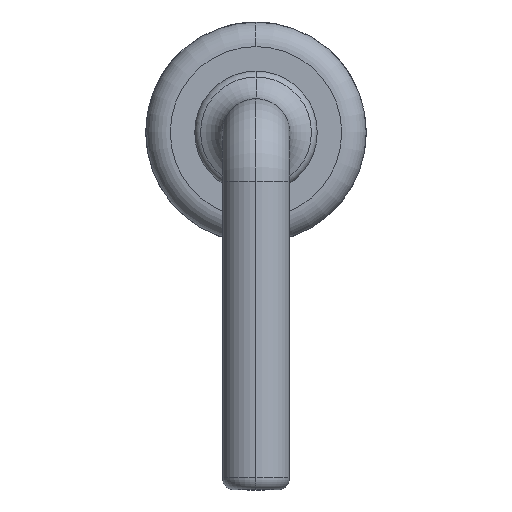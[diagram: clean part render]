
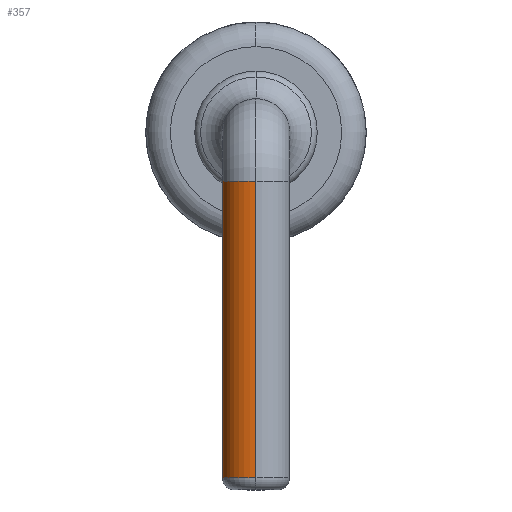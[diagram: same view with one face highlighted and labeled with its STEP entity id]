
A CAD part, left-side view. The second image highlights one B-rep face of the part: STEP entity #357.
In plain terms, the highlighted cylindrical face has radius 0.275 mm (diameter 0.55 mm), a partial arc.
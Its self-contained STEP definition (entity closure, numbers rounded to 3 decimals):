
#141 = DIRECTION ( 'NONE',  ( 0., 0., -1. ) ) ;
#206 = DIRECTION ( 'NONE',  ( 1., 0., 0. ) ) ;
#210 = VERTEX_POINT ( 'NONE', #4049 ) ;
#275 = DIRECTION ( 'NONE',  ( 0., 0., -1. ) ) ;
#357 = ADVANCED_FACE ( 'NONE', ( #1583 ), #4521, .T. ) ;
#379 = CARTESIAN_POINT ( 'NONE',  ( -5.355, 0., 0.52 ) ) ;
#588 = AXIS2_PLACEMENT_3D ( 'NONE', #1170, #275, #4112 ) ;
#591 = EDGE_CURVE ( 'NONE', #3185, #210, #3892, .T. ) ;
#685 = CARTESIAN_POINT ( 'NONE',  ( -4.805, 0., 0.52 ) ) ;
#692 = LINE ( 'NONE', #2544, #3901 ) ;
#702 = AXIS2_PLACEMENT_3D ( 'NONE', #3029, #3523, #206 ) ;
#845 = EDGE_CURVE ( 'NONE', #4190, #3185, #692, .T. ) ;
#1170 = CARTESIAN_POINT ( 'NONE',  ( -5.08, 0., 0.52 ) ) ;
#1383 = CARTESIAN_POINT ( 'NONE',  ( -5.355, 0., 0.52 ) ) ;
#1583 = FACE_OUTER_BOUND ( 'NONE', #4194, .T. ) ;
#1658 = EDGE_CURVE ( 'NONE', #4190, #2424, #5111, .T. ) ;
#1781 = LINE ( 'NONE', #379, #3042 ) ;
#1803 = ORIENTED_EDGE ( 'NONE', *, *, #591, .T. ) ;
#2356 = ORIENTED_EDGE ( 'NONE', *, *, #1658, .F. ) ;
#2424 = VERTEX_POINT ( 'NONE', #1383 ) ;
#2544 = CARTESIAN_POINT ( 'NONE',  ( -4.805, 0., 0.52 ) ) ;
#2690 = DIRECTION ( 'NONE',  ( 1., 0., 0. ) ) ;
#2961 = EDGE_CURVE ( 'NONE', #2424, #210, #1781, .T. ) ;
#3029 = CARTESIAN_POINT ( 'NONE',  ( -5.08, 0., -1.9 ) ) ;
#3042 = VECTOR ( 'NONE', #3686, 1000. ) ;
#3185 = VERTEX_POINT ( 'NONE', #3804 ) ;
#3416 = ORIENTED_EDGE ( 'NONE', *, *, #2961, .F. ) ;
#3523 = DIRECTION ( 'NONE',  ( 0., 0., 1. ) ) ;
#3686 = DIRECTION ( 'NONE',  ( 0., 0., -1. ) ) ;
#3804 = CARTESIAN_POINT ( 'NONE',  ( -4.805, 0., -1.9 ) ) ;
#3892 = CIRCLE ( 'NONE', #702, 0.275 ) ;
#3901 = VECTOR ( 'NONE', #141, 1000. ) ;
#4009 = AXIS2_PLACEMENT_3D ( 'NONE', #5033, #5061, #2690 ) ;
#4049 = CARTESIAN_POINT ( 'NONE',  ( -5.355, 0., -1.9 ) ) ;
#4112 = DIRECTION ( 'NONE',  ( -1., 0., 0. ) ) ;
#4190 = VERTEX_POINT ( 'NONE', #685 ) ;
#4194 = EDGE_LOOP ( 'NONE', ( #2356, #4698, #1803, #3416 ) ) ;
#4521 = CYLINDRICAL_SURFACE ( 'NONE', #588, 0.275 ) ;
#4698 = ORIENTED_EDGE ( 'NONE', *, *, #845, .T. ) ;
#5033 = CARTESIAN_POINT ( 'NONE',  ( -5.08, 0., 0.52 ) ) ;
#5061 = DIRECTION ( 'NONE',  ( 0., 0., 1. ) ) ;
#5111 = CIRCLE ( 'NONE', #4009, 0.275 ) ;
